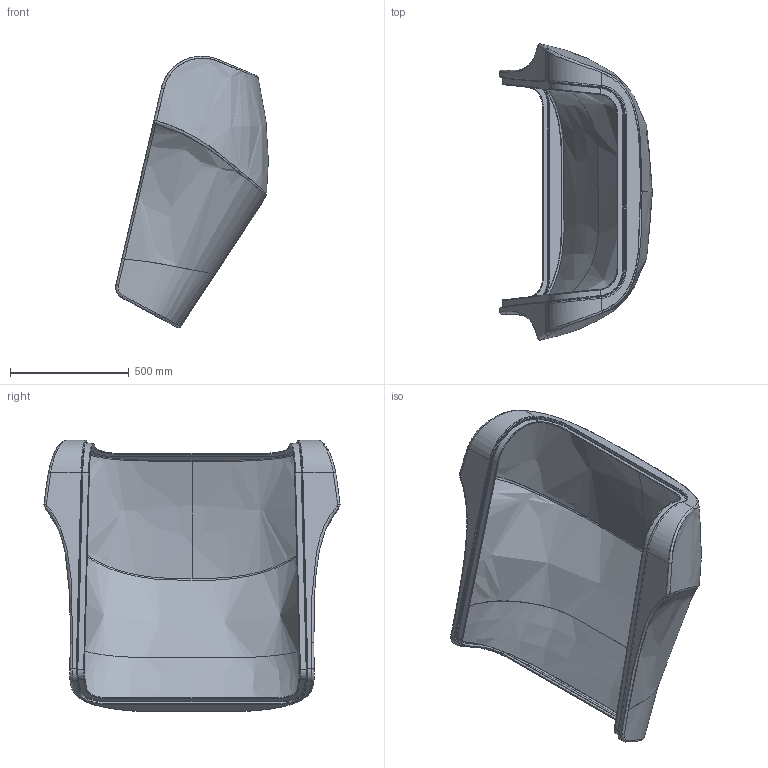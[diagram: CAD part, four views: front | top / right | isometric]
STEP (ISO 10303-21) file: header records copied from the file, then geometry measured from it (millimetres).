
FILE_DESCRIPTION((''),'2;1');
FILE_NAME('V02_PLT-GLD_TRASERA_EXT.stp','2016-03-01T09:32:27',('uklkljlkk'),(''),'Autodesk Inventor 2013','Autodesk Inventor 2013','');
FILE_SCHEMA(('AUTOMOTIVE_DESIGN { 1 0 10303 214 1 1 1 1 }'));
Length unit declared in the file: millimetre
Products named in the file (1): V02_PLT-GLD_TRASERA_EXT
Bounding box: 643.58 x 1247.74 x 1144.87 mm (x, y, z)
Volume: 7447495.6 mm3; surface area: 4962185.9 mm2
Topology: 1 solids, 1 shells, 178 faces, 463 edges, 294 vertices
Faces by surface type: bspline 86, cylinder 48, plane 44
Entity records: 11174 total; most frequent: CARTESIAN_POINT 7209, ORIENTED_EDGE 912, DIRECTION 649, EDGE_CURVE 456, VERTEX_POINT 280, AXIS2_PLACEMENT_3D 225, VECTOR 199, LINE 199
